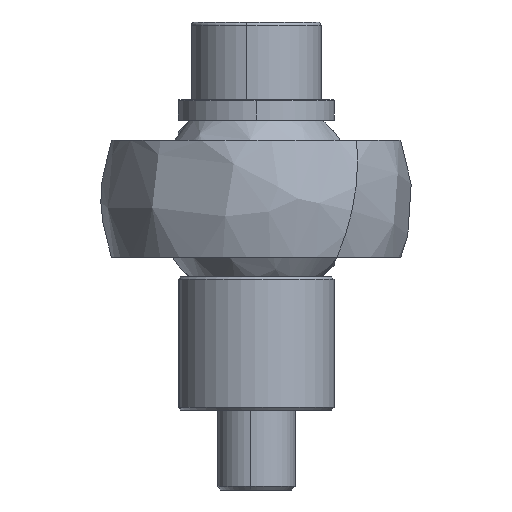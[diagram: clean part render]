
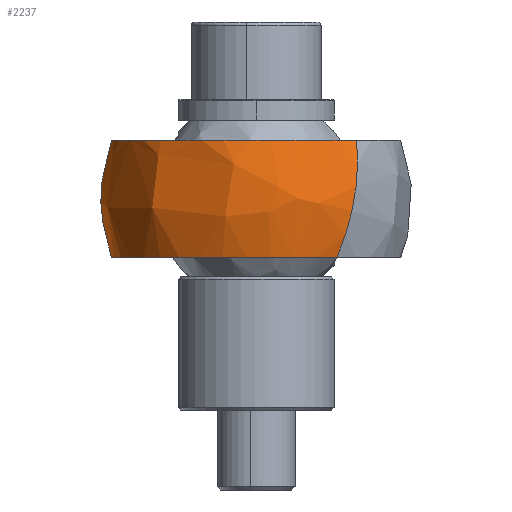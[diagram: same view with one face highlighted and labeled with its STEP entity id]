
A CAD part, left-side view. The second image highlights one B-rep face of the part: STEP entity #2237.
In plain terms, the highlighted free-form (B-spline) face has degree [3, 3] with [4, 4] control points.
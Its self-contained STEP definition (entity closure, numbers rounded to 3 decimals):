
#63 = FACE_OUTER_BOUND ( 'NONE', #2901, .T. ) ;
#201 = ORIENTED_EDGE ( 'NONE', *, *, #2577, .T. ) ;
#277 = CARTESIAN_POINT ( 'NONE',  ( -68.929, -21.652, 27.17 ) ) ;
#340 = DIRECTION ( 'NONE',  ( -0.615, 0.759, 0.212 ) ) ;
#346 = CIRCLE ( 'NONE', #1580, 10.876 ) ;
#408 = CARTESIAN_POINT ( 'NONE',  ( -74., -21.652, 22.67 ) ) ;
#630 = AXIS2_PLACEMENT_3D ( 'NONE', #408, #719, #902 ) ;
#672 = CIRCLE ( 'NONE', #3803, 10.876 ) ;
#682 = DIRECTION ( 'NONE',  ( 0., 1., 0. ) ) ;
#719 = DIRECTION ( 'NONE',  ( 0., 0., 1. ) ) ;
#902 = DIRECTION ( 'NONE',  ( -1., 0., 0. ) ) ;
#904 = ORIENTED_EDGE ( 'NONE', *, *, #2899, .T. ) ;
#1004 = CARTESIAN_POINT ( 'NONE',  ( -83.224, -27.87, 22.67 ) ) ;
#1171 = DIRECTION ( 'NONE',  ( 0., 0., -1. ) ) ;
#1337 = CIRCLE ( 'NONE', #630, 11.124 ) ;
#1580 = AXIS2_PLACEMENT_3D ( 'NONE', #277, #3057, #682 ) ;
#1681 = CARTESIAN_POINT ( 'NONE',  ( -91.636, -15.346, 23.457 ) ) ;
#1697 = VERTEX_POINT ( 'NONE', #1004 ) ;
#1855 = CARTESIAN_POINT ( 'NONE',  ( -68.929, -11.751, 31.67 ) ) ;
#1938 = CARTESIAN_POINT ( 'NONE',  ( -68.929, -21.652, 27.17 ) ) ;
#1982 = AXIS2_PLACEMENT_3D ( 'NONE', #3572, #1171, #3932 ) ;
#2108 = VERTEX_POINT ( 'NONE', #4985 ) ;
#2237 = ADVANCED_FACE ( 'NONE', ( #63 ), #2832, .T. ) ;
#2305 = CARTESIAN_POINT ( 'NONE',  ( -82.498, -26.623, 20.309 ) ) ;
#2351 = DIRECTION ( 'NONE',  ( 0., 1., 0. ) ) ;
#2373 = CARTESIAN_POINT ( 'NONE',  ( -81.626, -4.4, 24.205 ) ) ;
#2381 = CARTESIAN_POINT ( 'NONE',  ( -69.373, -12.271, 21.29 ) ) ;
#2407 = CARTESIAN_POINT ( 'NONE',  ( -83.984, -28.776, 23.709 ) ) ;
#2489 = CARTESIAN_POINT ( 'NONE',  ( -68.929, -11.751, 22.67 ) ) ;
#2540 = CARTESIAN_POINT ( 'NONE',  ( -95.39, -14.7, 27.638 ) ) ;
#2550 = CARTESIAN_POINT ( 'NONE',  ( -82.895, -1.037, 28.572 ) ) ;
#2577 = EDGE_CURVE ( 'NONE', #4480, #1697, #1337, .T. ) ;
#2618 = CARTESIAN_POINT ( 'NONE',  ( -67.601, -10.861, 24.933 ) ) ;
#2631 = CARTESIAN_POINT ( 'NONE',  ( -83.789, -29.781, 27.874 ) ) ;
#2643 = CARTESIAN_POINT ( 'NONE',  ( -95.57, -15.242, 31.933 ) ) ;
#2682 = CARTESIAN_POINT ( 'NONE',  ( -82.664, -1.13, 32.898 ) ) ;
#2722 = CARTESIAN_POINT ( 'NONE',  ( -74., -21.652, 27.17 ) ) ;
#2832 =( BOUNDED_SURFACE ( )  B_SPLINE_SURFACE ( 3, 3, ( 
 ( #2305, #1681, #2373, #2381 ),
 ( #2407, #2540, #2550, #2618 ),
 ( #2631, #2643, #2682, #2850 ),
 ( #2857, #2875, #2890, #2904 ) ),
 .UNSPECIFIED., .F., .F., .F. ) 
 B_SPLINE_SURFACE_WITH_KNOTS ( ( 4, 4 ),
 ( 4, 4 ),
 ( 0., 1. ),
 ( 0., 1. ),
 .UNSPECIFIED. ) 
 GEOMETRIC_REPRESENTATION_ITEM ( )  RATIONAL_B_SPLINE_SURFACE ( (
 ( 1., 0.437, 0.437, 1.),
 ( 0.914, 0.4, 0.4, 0.914),
 ( 0.914, 0.4, 0.4, 0.914),
 ( 1., 0.437, 0.437, 1.) ) ) 
 REPRESENTATION_ITEM ( '' )  SURFACE ( )  );
#2850 = CARTESIAN_POINT ( 'NONE',  ( -66.867, -11.277, 29.139 ) ) ;
#2857 = CARTESIAN_POINT ( 'NONE',  ( -81.964, -29.38, 31.735 ) ) ;
#2875 = CARTESIAN_POINT ( 'NONE',  ( -92.131, -16.833, 35.238 ) ) ;
#2890 = CARTESIAN_POINT ( 'NONE',  ( -80.994, -4.654, 36.071 ) ) ;
#2894 = VERTEX_POINT ( 'NONE', #3139 ) ;
#2899 = EDGE_CURVE ( 'NONE', #4242, #2894, #672, .T. ) ;
#2901 = EDGE_LOOP ( 'NONE', ( #201, #4258, #4372, #904, #4373 ) ) ;
#2904 = CARTESIAN_POINT ( 'NONE',  ( -67.36, -13.411, 32.827 ) ) ;
#3057 = DIRECTION ( 'NONE',  ( -1., 0., 0. ) ) ;
#3118 = DIRECTION ( 'NONE',  ( -0.119, 0.176, -0.977 ) ) ;
#3139 = CARTESIAN_POINT ( 'NONE',  ( -68.929, -10.777, 27.17 ) ) ;
#3440 = CIRCLE ( 'NONE', #1982, 11.124 ) ;
#3572 = CARTESIAN_POINT ( 'NONE',  ( -74., -21.652, 31.67 ) ) ;
#3781 = EDGE_CURVE ( 'NONE', #2894, #4480, #346, .T. ) ;
#3803 = AXIS2_PLACEMENT_3D ( 'NONE', #1938, #4708, #2351 ) ;
#3932 = DIRECTION ( 'NONE',  ( 1., 0., 0. ) ) ;
#4134 = AXIS2_PLACEMENT_3D ( 'NONE', #2722, #340, #3118 ) ;
#4242 = VERTEX_POINT ( 'NONE', #1855 ) ;
#4258 = ORIENTED_EDGE ( 'NONE', *, *, #4725, .T. ) ;
#4369 = EDGE_CURVE ( 'NONE', #2108, #4242, #3440, .T. ) ;
#4372 = ORIENTED_EDGE ( 'NONE', *, *, #4369, .T. ) ;
#4373 = ORIENTED_EDGE ( 'NONE', *, *, #3781, .T. ) ;
#4480 = VERTEX_POINT ( 'NONE', #2489 ) ;
#4708 = DIRECTION ( 'NONE',  ( -1., 0., 0. ) ) ;
#4725 = EDGE_CURVE ( 'NONE', #1697, #2108, #4783, .T. ) ;
#4783 = CIRCLE ( 'NONE', #4134, 12. ) ;
#4985 = CARTESIAN_POINT ( 'NONE',  ( -81.995, -29.387, 31.67 ) ) ;
